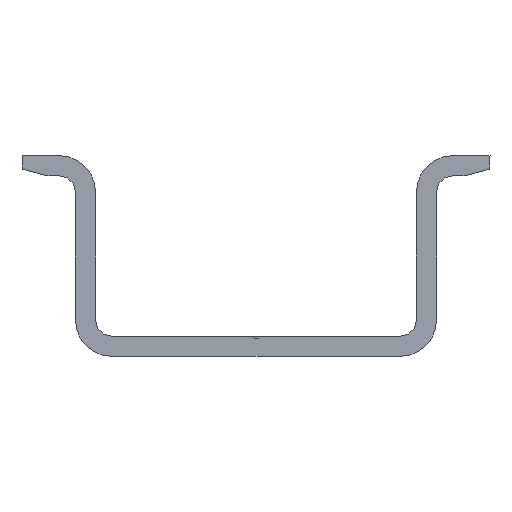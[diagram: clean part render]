
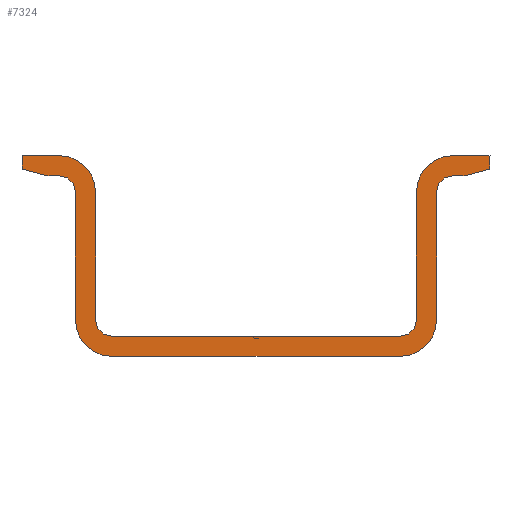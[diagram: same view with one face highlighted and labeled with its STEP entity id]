
A CAD part, front view. The second image highlights one B-rep face of the part: STEP entity #7324.
In plain terms, the highlighted planar face has unit normal (0, -1, 0).
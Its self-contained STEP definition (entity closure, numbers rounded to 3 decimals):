
#1167=FACE_OUTER_BOUND('',#1763,.T.);
#1763=EDGE_LOOP('',(#6052,#6053,#6054,#6055,#6056,#6057,#6058,#6059,#6060,
#6061,#6062,#6063,#6064,#6065,#6066,#6067,#6068,#6069,#6070,#6071,#6072,
#6073));
#2938=CIRCLE('',#8525,1.2);
#2939=CIRCLE('',#8526,2.7);
#2940=CIRCLE('',#8527,2.7);
#2941=CIRCLE('',#8528,1.2);
#2942=CIRCLE('',#8529,2.7);
#2943=CIRCLE('',#8530,1.2);
#2944=CIRCLE('',#8531,1.2);
#2945=CIRCLE('',#8532,2.7);
#2962=LINE('',#20459,#3014);
#2963=LINE('',#20461,#3015);
#2964=LINE('',#20465,#3016);
#2965=LINE('',#20469,#3017);
#2966=LINE('',#20473,#3018);
#2967=LINE('',#20477,#3019);
#2968=LINE('',#20479,#3020);
#2969=LINE('',#20481,#3021);
#2970=LINE('',#20483,#3022);
#2971=LINE('',#20487,#3023);
#2972=LINE('',#20491,#3024);
#2973=LINE('',#20495,#3025);
#2974=LINE('',#20499,#3026);
#2975=LINE('',#20500,#3027);
#3014=VECTOR('',#10883,10.);
#3015=VECTOR('',#10884,10.);
#3016=VECTOR('',#10887,10.);
#3017=VECTOR('',#10890,10.);
#3018=VECTOR('',#10893,10.);
#3019=VECTOR('',#10896,10.);
#3020=VECTOR('',#10897,10.);
#3021=VECTOR('',#10898,10.);
#3022=VECTOR('',#10899,10.);
#3023=VECTOR('',#10902,10.);
#3024=VECTOR('',#10905,10.);
#3025=VECTOR('',#10908,10.);
#3026=VECTOR('',#10911,10.);
#3027=VECTOR('',#10912,10.);
#3646=VERTEX_POINT('',#20457);
#3647=VERTEX_POINT('',#20458);
#3648=VERTEX_POINT('',#20460);
#3649=VERTEX_POINT('',#20462);
#3650=VERTEX_POINT('',#20464);
#3651=VERTEX_POINT('',#20466);
#3652=VERTEX_POINT('',#20468);
#3653=VERTEX_POINT('',#20470);
#3654=VERTEX_POINT('',#20472);
#3655=VERTEX_POINT('',#20474);
#3656=VERTEX_POINT('',#20476);
#3657=VERTEX_POINT('',#20478);
#3658=VERTEX_POINT('',#20480);
#3659=VERTEX_POINT('',#20482);
#3660=VERTEX_POINT('',#20484);
#3661=VERTEX_POINT('',#20486);
#3662=VERTEX_POINT('',#20488);
#3663=VERTEX_POINT('',#20490);
#3664=VERTEX_POINT('',#20492);
#3665=VERTEX_POINT('',#20494);
#3666=VERTEX_POINT('',#20496);
#3667=VERTEX_POINT('',#20498);
#4551=EDGE_CURVE('',#3646,#3647,#2962,.T.);
#4552=EDGE_CURVE('',#3647,#3648,#2963,.T.);
#4553=EDGE_CURVE('',#3648,#3649,#2938,.T.);
#4554=EDGE_CURVE('',#3649,#3650,#2964,.T.);
#4555=EDGE_CURVE('',#3650,#3651,#2939,.T.);
#4556=EDGE_CURVE('',#3651,#3652,#2965,.T.);
#4557=EDGE_CURVE('',#3652,#3653,#2940,.T.);
#4558=EDGE_CURVE('',#3653,#3654,#2966,.T.);
#4559=EDGE_CURVE('',#3654,#3655,#2941,.T.);
#4560=EDGE_CURVE('',#3655,#3656,#2967,.T.);
#4561=EDGE_CURVE('',#3656,#3657,#2968,.T.);
#4562=EDGE_CURVE('',#3657,#3658,#2969,.T.);
#4563=EDGE_CURVE('',#3658,#3659,#2970,.T.);
#4564=EDGE_CURVE('',#3659,#3660,#2942,.T.);
#4565=EDGE_CURVE('',#3660,#3661,#2971,.T.);
#4566=EDGE_CURVE('',#3661,#3662,#2943,.T.);
#4567=EDGE_CURVE('',#3662,#3663,#2972,.T.);
#4568=EDGE_CURVE('',#3663,#3664,#2944,.T.);
#4569=EDGE_CURVE('',#3664,#3665,#2973,.T.);
#4570=EDGE_CURVE('',#3665,#3666,#2945,.T.);
#4571=EDGE_CURVE('',#3666,#3667,#2974,.T.);
#4572=EDGE_CURVE('',#3667,#3646,#2975,.T.);
#6052=ORIENTED_EDGE('',*,*,#4551,.T.);
#6053=ORIENTED_EDGE('',*,*,#4552,.T.);
#6054=ORIENTED_EDGE('',*,*,#4553,.T.);
#6055=ORIENTED_EDGE('',*,*,#4554,.T.);
#6056=ORIENTED_EDGE('',*,*,#4555,.T.);
#6057=ORIENTED_EDGE('',*,*,#4556,.T.);
#6058=ORIENTED_EDGE('',*,*,#4557,.T.);
#6059=ORIENTED_EDGE('',*,*,#4558,.T.);
#6060=ORIENTED_EDGE('',*,*,#4559,.T.);
#6061=ORIENTED_EDGE('',*,*,#4560,.T.);
#6062=ORIENTED_EDGE('',*,*,#4561,.T.);
#6063=ORIENTED_EDGE('',*,*,#4562,.T.);
#6064=ORIENTED_EDGE('',*,*,#4563,.T.);
#6065=ORIENTED_EDGE('',*,*,#4564,.T.);
#6066=ORIENTED_EDGE('',*,*,#4565,.T.);
#6067=ORIENTED_EDGE('',*,*,#4566,.T.);
#6068=ORIENTED_EDGE('',*,*,#4567,.T.);
#6069=ORIENTED_EDGE('',*,*,#4568,.T.);
#6070=ORIENTED_EDGE('',*,*,#4569,.T.);
#6071=ORIENTED_EDGE('',*,*,#4570,.T.);
#6072=ORIENTED_EDGE('',*,*,#4571,.T.);
#6073=ORIENTED_EDGE('',*,*,#4572,.T.);
#6736=PLANE('',#8524);
#7324=ADVANCED_FACE('',(#1167),#6736,.T.);
#8524=AXIS2_PLACEMENT_3D('',#20456,#10881,#10882);
#8525=AXIS2_PLACEMENT_3D('',#20463,#10885,#10886);
#8526=AXIS2_PLACEMENT_3D('',#20467,#10888,#10889);
#8527=AXIS2_PLACEMENT_3D('',#20471,#10891,#10892);
#8528=AXIS2_PLACEMENT_3D('',#20475,#10894,#10895);
#8529=AXIS2_PLACEMENT_3D('',#20485,#10900,#10901);
#8530=AXIS2_PLACEMENT_3D('',#20489,#10903,#10904);
#8531=AXIS2_PLACEMENT_3D('',#20493,#10906,#10907);
#8532=AXIS2_PLACEMENT_3D('',#20497,#10909,#10910);
#10881=DIRECTION('center_axis',(0.,-1.,0.));
#10882=DIRECTION('ref_axis',(0.,0.,-1.));
#10883=DIRECTION('',(0.966,0.,-0.259));
#10884=DIRECTION('',(1.,0.,0.));
#10885=DIRECTION('center_axis',(0.,1.,0.));
#10886=DIRECTION('ref_axis',(0.,0.,1.));
#10887=DIRECTION('',(0.,0.,-1.));
#10888=DIRECTION('center_axis',(0.,-1.,0.));
#10889=DIRECTION('ref_axis',(0.,0.,1.));
#10890=DIRECTION('',(1.,0.,0.));
#10891=DIRECTION('center_axis',(0.,-1.,0.));
#10892=DIRECTION('ref_axis',(-1.,0.,0.));
#10893=DIRECTION('',(0.,0.,1.));
#10894=DIRECTION('center_axis',(0.,1.,0.));
#10895=DIRECTION('ref_axis',(-1.,0.,0.));
#10896=DIRECTION('',(1.,0.,0.));
#10897=DIRECTION('',(0.966,0.,0.259));
#10898=DIRECTION('',(0.,0.,1.));
#10899=DIRECTION('',(-1.,0.,0.));
#10900=DIRECTION('center_axis',(0.,-1.,0.));
#10901=DIRECTION('ref_axis',(1.,0.,0.));
#10902=DIRECTION('',(0.,0.,-1.));
#10903=DIRECTION('center_axis',(0.,1.,0.));
#10904=DIRECTION('ref_axis',(1.,0.,0.));
#10905=DIRECTION('',(-1.,0.,0.));
#10906=DIRECTION('center_axis',(0.,1.,0.));
#10907=DIRECTION('ref_axis',(0.,0.,-1.));
#10908=DIRECTION('',(0.,0.,1.));
#10909=DIRECTION('center_axis',(0.,-1.,0.));
#10910=DIRECTION('ref_axis',(0.,0.,-1.));
#10911=DIRECTION('',(-1.,0.,0.));
#10912=DIRECTION('',(0.,0.,-1.));
#20456=CARTESIAN_POINT('Origin',(0.,-1000.,5.733));
#20457=CARTESIAN_POINT('',(-17.5,-1000.,14.));
#20458=CARTESIAN_POINT('',(-15.634,-1000.,13.5));
#20459=CARTESIAN_POINT('',(-17.5,-1000.,14.));
#20460=CARTESIAN_POINT('',(-14.7,-1000.,13.5));
#20461=CARTESIAN_POINT('',(-15.634,-1000.,13.5));
#20462=CARTESIAN_POINT('',(-13.5,-1000.,12.3));
#20463=CARTESIAN_POINT('Origin',(-14.7,-1000.,12.3));
#20464=CARTESIAN_POINT('',(-13.5,-1000.,2.7));
#20465=CARTESIAN_POINT('',(-13.5,-1000.,12.3));
#20466=CARTESIAN_POINT('',(-10.8,-1000.,0.));
#20467=CARTESIAN_POINT('Origin',(-10.8,-1000.,2.7));
#20468=CARTESIAN_POINT('',(10.8,-1000.,0.));
#20469=CARTESIAN_POINT('',(-10.8,-1000.,0.));
#20470=CARTESIAN_POINT('',(13.5,-1000.,2.7));
#20471=CARTESIAN_POINT('Origin',(10.8,-1000.,2.7));
#20472=CARTESIAN_POINT('',(13.5,-1000.,12.3));
#20473=CARTESIAN_POINT('',(13.5,-1000.,2.7));
#20474=CARTESIAN_POINT('',(14.7,-1000.,13.5));
#20475=CARTESIAN_POINT('Origin',(14.7,-1000.,12.3));
#20476=CARTESIAN_POINT('',(15.634,-1000.,13.5));
#20477=CARTESIAN_POINT('',(14.7,-1000.,13.5));
#20478=CARTESIAN_POINT('',(17.5,-1000.,14.));
#20479=CARTESIAN_POINT('',(15.634,-1000.,13.5));
#20480=CARTESIAN_POINT('',(17.5,-1000.,15.));
#20481=CARTESIAN_POINT('',(17.5,-1000.,14.));
#20482=CARTESIAN_POINT('',(14.7,-1000.,15.));
#20483=CARTESIAN_POINT('',(17.5,-1000.,15.));
#20484=CARTESIAN_POINT('',(12.,-1000.,12.3));
#20485=CARTESIAN_POINT('Origin',(14.7,-1000.,12.3));
#20486=CARTESIAN_POINT('',(12.,-1000.,2.7));
#20487=CARTESIAN_POINT('',(12.,-1000.,12.3));
#20488=CARTESIAN_POINT('',(10.8,-1000.,1.5));
#20489=CARTESIAN_POINT('Origin',(10.8,-1000.,2.7));
#20490=CARTESIAN_POINT('',(-10.8,-1000.,1.5));
#20491=CARTESIAN_POINT('',(10.8,-1000.,1.5));
#20492=CARTESIAN_POINT('',(-12.,-1000.,2.7));
#20493=CARTESIAN_POINT('Origin',(-10.8,-1000.,2.7));
#20494=CARTESIAN_POINT('',(-12.,-1000.,12.3));
#20495=CARTESIAN_POINT('',(-12.,-1000.,2.7));
#20496=CARTESIAN_POINT('',(-14.7,-1000.,15.));
#20497=CARTESIAN_POINT('Origin',(-14.7,-1000.,12.3));
#20498=CARTESIAN_POINT('',(-17.5,-1000.,15.));
#20499=CARTESIAN_POINT('',(-14.7,-1000.,15.));
#20500=CARTESIAN_POINT('',(-17.5,-1000.,15.));
